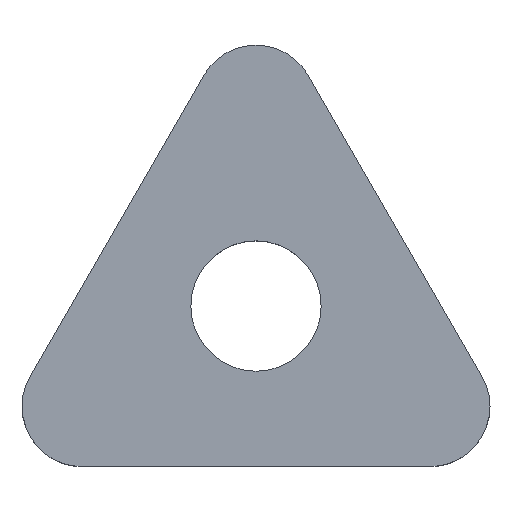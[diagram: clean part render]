
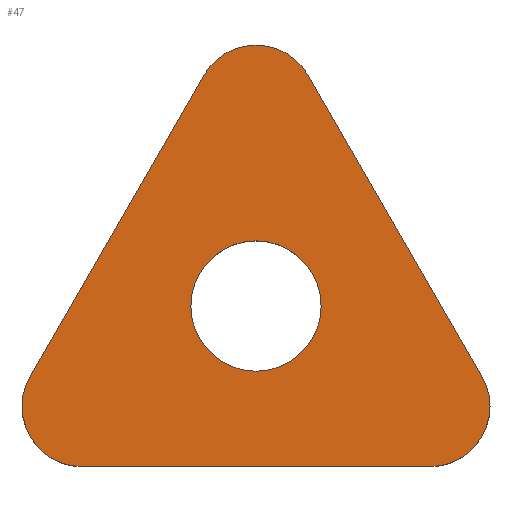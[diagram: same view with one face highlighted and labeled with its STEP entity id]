
A CAD part, top view. The second image highlights one B-rep face of the part: STEP entity #47.
In plain terms, the highlighted planar face has unit normal (0, 0, 1).
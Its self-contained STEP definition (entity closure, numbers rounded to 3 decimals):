
#47=ADVANCED_FACE('',(#83,#84),#56,.T.);
#56=PLANE('',#224);
#61=LINE('',#322,#73);
#64=LINE('',#328,#76);
#66=LINE('',#332,#78);
#73=VECTOR('',#249,1.0);
#76=VECTOR('',#254,1.0);
#78=VECTOR('',#258,1.0);
#83=FACE_BOUND('',#92,.T.);
#84=FACE_BOUND('',#93,.T.);
#92=EDGE_LOOP('',(#118));
#93=EDGE_LOOP('',(#119,#120,#121,#122,#123,#124));
#118=ORIENTED_EDGE('',*,*,#169,.F.);
#119=ORIENTED_EDGE('',*,*,#164,.T.);
#120=ORIENTED_EDGE('',*,*,#170,.T.);
#121=ORIENTED_EDGE('',*,*,#166,.T.);
#122=ORIENTED_EDGE('',*,*,#171,.T.);
#123=ORIENTED_EDGE('',*,*,#161,.T.);
#124=ORIENTED_EDGE('',*,*,#172,.T.);
#146=VERTEX_POINT('',#321);
#147=VERTEX_POINT('',#323);
#148=VERTEX_POINT('',#327);
#149=VERTEX_POINT('',#329);
#150=VERTEX_POINT('',#333);
#151=VERTEX_POINT('',#334);
#152=VERTEX_POINT('',#339);
#161=EDGE_CURVE('',#147,#146,#61,.T.);
#164=EDGE_CURVE('',#149,#148,#64,.T.);
#166=EDGE_CURVE('',#150,#151,#66,.T.);
#169=EDGE_CURVE('',#152,#152,#177,.T.);
#170=EDGE_CURVE('',#148,#150,#178,.T.);
#171=EDGE_CURVE('',#151,#147,#179,.T.);
#172=EDGE_CURVE('',#146,#149,#180,.T.);
#177=CIRCLE('',#220,2.578);
#178=CIRCLE('',#221,2.381);
#179=CIRCLE('',#222,2.381);
#180=CIRCLE('',#223,2.381);
#220=AXIS2_PLACEMENT_3D('',#338,#263,#264);
#221=AXIS2_PLACEMENT_3D('',#340,#265,#266);
#222=AXIS2_PLACEMENT_3D('',#341,#267,#268);
#223=AXIS2_PLACEMENT_3D('',#342,#269,#270);
#224=AXIS2_PLACEMENT_3D('',#343,#271,#272);
#249=DIRECTION('',(-0.5,-0.866,0.));
#254=DIRECTION('',(1.0,0.,0.));
#258=DIRECTION('',(-0.5,0.866,0.));
#263=DIRECTION('',(0.0,0.0,1.0));
#264=DIRECTION('',(-0.866,-0.5,0.0));
#265=DIRECTION('',(0.,0.,1.0));
#266=DIRECTION('',(-0.5,0.866,0.));
#267=DIRECTION('',(0.,0.,1.0));
#268=DIRECTION('',(-0.5,0.866,0.));
#269=DIRECTION('',(0.,0.,1.0));
#270=DIRECTION('',(-0.5,0.866,0.));
#271=DIRECTION('',(0.,0.,1.0));
#272=DIRECTION('',(-0.5,0.866,0.));
#321=CARTESIAN_POINT('',(2.062,3.572,0.));
#322=CARTESIAN_POINT('',(5.499,9.525,0.));
#323=CARTESIAN_POINT('',(8.936,15.478,0.));
#327=CARTESIAN_POINT('',(17.873,0.,0.));
#328=CARTESIAN_POINT('',(10.999,0.,0.));
#329=CARTESIAN_POINT('',(4.124,0.,0.));
#332=CARTESIAN_POINT('',(16.498,9.525,0.));
#333=CARTESIAN_POINT('',(19.935,3.572,0.));
#334=CARTESIAN_POINT('',(13.061,15.478,0.));
#338=CARTESIAN_POINT('',(10.999,6.35,0.));
#339=CARTESIAN_POINT('',(8.766,5.061,0.));
#340=CARTESIAN_POINT('',(17.873,2.381,0.));
#341=CARTESIAN_POINT('',(10.999,14.288,0.));
#342=CARTESIAN_POINT('',(4.124,2.381,0.));
#343=CARTESIAN_POINT('',(10.999,6.35,0.));
